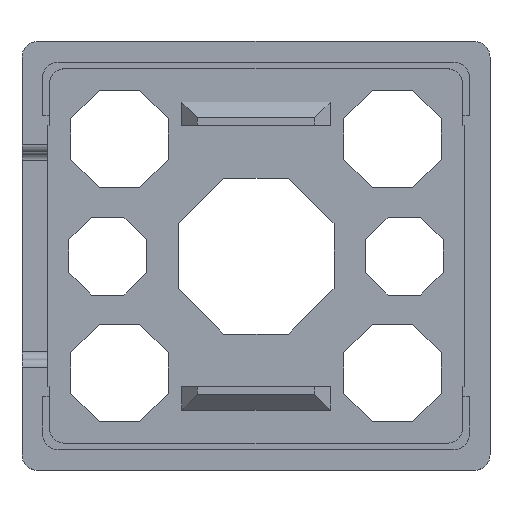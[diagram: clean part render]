
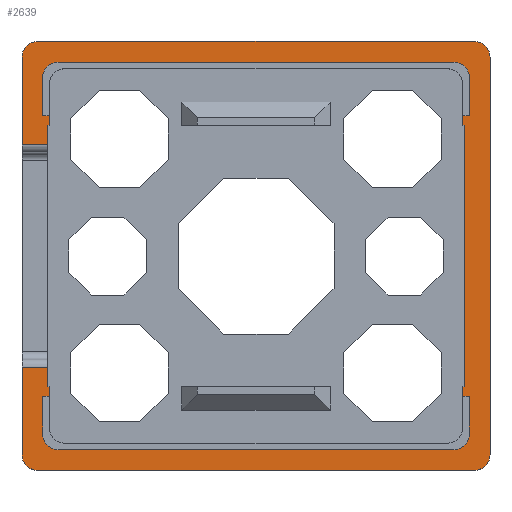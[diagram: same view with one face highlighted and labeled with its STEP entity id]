
A CAD part, top view. The second image highlights one B-rep face of the part: STEP entity #2639.
In plain terms, the highlighted planar face has unit normal (0, 0, 1).
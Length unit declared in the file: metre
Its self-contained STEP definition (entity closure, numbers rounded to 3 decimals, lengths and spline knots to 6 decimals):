
#56=CIRCLE('',#2803,0.004);
#57=CIRCLE('',#2804,0.004);
#58=CIRCLE('',#2805,0.004);
#59=CIRCLE('',#2806,0.004);
#60=CIRCLE('',#2807,0.004);
#61=CIRCLE('',#2808,0.004);
#62=CIRCLE('',#2809,0.004);
#63=CIRCLE('',#2810,0.004);
#144=ORIENTED_EDGE('',*,*,#920,.T.);
#145=ORIENTED_EDGE('',*,*,#921,.T.);
#146=ORIENTED_EDGE('',*,*,#897,.F.);
#147=ORIENTED_EDGE('',*,*,#922,.T.);
#148=ORIENTED_EDGE('',*,*,#923,.F.);
#149=ORIENTED_EDGE('',*,*,#924,.T.);
#150=ORIENTED_EDGE('',*,*,#925,.T.);
#151=ORIENTED_EDGE('',*,*,#926,.F.);
#152=ORIENTED_EDGE('',*,*,#909,.T.);
#153=ORIENTED_EDGE('',*,*,#927,.T.);
#154=ORIENTED_EDGE('',*,*,#918,.F.);
#155=ORIENTED_EDGE('',*,*,#928,.T.);
#156=ORIENTED_EDGE('',*,*,#929,.T.);
#157=ORIENTED_EDGE('',*,*,#930,.T.);
#158=ORIENTED_EDGE('',*,*,#881,.T.);
#159=ORIENTED_EDGE('',*,*,#931,.F.);
#160=ORIENTED_EDGE('',*,*,#932,.T.);
#161=ORIENTED_EDGE('',*,*,#933,.T.);
#162=ORIENTED_EDGE('',*,*,#934,.T.);
#163=ORIENTED_EDGE('',*,*,#935,.F.);
#164=ORIENTED_EDGE('',*,*,#936,.T.);
#165=ORIENTED_EDGE('',*,*,#937,.T.);
#166=ORIENTED_EDGE('',*,*,#938,.T.);
#167=ORIENTED_EDGE('',*,*,#939,.T.);
#168=ORIENTED_EDGE('',*,*,#940,.F.);
#169=ORIENTED_EDGE('',*,*,#941,.T.);
#170=ORIENTED_EDGE('',*,*,#942,.F.);
#171=ORIENTED_EDGE('',*,*,#943,.F.);
#172=ORIENTED_EDGE('',*,*,#915,.T.);
#173=ORIENTED_EDGE('',*,*,#944,.T.);
#174=ORIENTED_EDGE('',*,*,#945,.T.);
#175=ORIENTED_EDGE('',*,*,#946,.T.);
#176=ORIENTED_EDGE('',*,*,#947,.F.);
#177=ORIENTED_EDGE('',*,*,#948,.T.);
#178=ORIENTED_EDGE('',*,*,#949,.T.);
#179=ORIENTED_EDGE('',*,*,#950,.T.);
#881=EDGE_CURVE('',#1271,#1270,#1523,.T.);
#897=EDGE_CURVE('',#1285,#1282,#1535,.T.);
#909=EDGE_CURVE('',#1297,#1296,#1543,.T.);
#915=EDGE_CURVE('',#1303,#1302,#1549,.T.);
#918=EDGE_CURVE('',#1304,#1305,#1552,.T.);
#920=EDGE_CURVE('',#1306,#1307,#1554,.T.);
#921=EDGE_CURVE('',#1307,#1282,#56,.T.);
#922=EDGE_CURVE('',#1285,#1308,#57,.T.);
#923=EDGE_CURVE('',#1309,#1308,#1555,.T.);
#924=EDGE_CURVE('',#1309,#1310,#1556,.F.);
#925=EDGE_CURVE('',#1310,#1311,#1557,.T.);
#926=EDGE_CURVE('',#1297,#1311,#1558,.T.);
#927=EDGE_CURVE('',#1296,#1305,#1559,.T.);
#928=EDGE_CURVE('',#1304,#1312,#58,.F.);
#929=EDGE_CURVE('',#1312,#1313,#1560,.T.);
#930=EDGE_CURVE('',#1313,#1271,#59,.F.);
#931=EDGE_CURVE('',#1314,#1270,#1561,.T.);
#932=EDGE_CURVE('',#1314,#1315,#1562,.T.);
#933=EDGE_CURVE('',#1315,#1316,#1563,.T.);
#934=EDGE_CURVE('',#1316,#1317,#1564,.T.);
#935=EDGE_CURVE('',#1318,#1317,#1565,.T.);
#936=EDGE_CURVE('',#1318,#1319,#1566,.T.);
#937=EDGE_CURVE('',#1319,#1320,#1567,.T.);
#938=EDGE_CURVE('',#1320,#1321,#1568,.T.);
#939=EDGE_CURVE('',#1321,#1322,#60,.F.);
#940=EDGE_CURVE('',#1323,#1322,#1569,.T.);
#941=EDGE_CURVE('',#1323,#1324,#61,.F.);
#942=EDGE_CURVE('',#1325,#1324,#1570,.T.);
#943=EDGE_CURVE('',#1303,#1325,#1571,.T.);
#944=EDGE_CURVE('',#1302,#1326,#1572,.T.);
#945=EDGE_CURVE('',#1326,#1327,#1573,.T.);
#946=EDGE_CURVE('',#1327,#1328,#1574,.T.);
#947=EDGE_CURVE('',#1329,#1328,#1575,.T.);
#948=EDGE_CURVE('',#1329,#1330,#62,.T.);
#949=EDGE_CURVE('',#1330,#1331,#1576,.T.);
#950=EDGE_CURVE('',#1331,#1306,#63,.T.);
#1270=VERTEX_POINT('',#3705);
#1271=VERTEX_POINT('',#3707);
#1282=VERTEX_POINT('',#3733);
#1285=VERTEX_POINT('',#3738);
#1296=VERTEX_POINT('',#3762);
#1297=VERTEX_POINT('',#3764);
#1302=VERTEX_POINT('',#3775);
#1303=VERTEX_POINT('',#3777);
#1304=VERTEX_POINT('',#3781);
#1305=VERTEX_POINT('',#3783);
#1306=VERTEX_POINT('',#3787);
#1307=VERTEX_POINT('',#3788);
#1308=VERTEX_POINT('',#3791);
#1309=VERTEX_POINT('',#3793);
#1310=VERTEX_POINT('',#3795);
#1311=VERTEX_POINT('',#3797);
#1312=VERTEX_POINT('',#3801);
#1313=VERTEX_POINT('',#3803);
#1314=VERTEX_POINT('',#3806);
#1315=VERTEX_POINT('',#3808);
#1316=VERTEX_POINT('',#3810);
#1317=VERTEX_POINT('',#3812);
#1318=VERTEX_POINT('',#3814);
#1319=VERTEX_POINT('',#3816);
#1320=VERTEX_POINT('',#3818);
#1321=VERTEX_POINT('',#3820);
#1322=VERTEX_POINT('',#3822);
#1323=VERTEX_POINT('',#3824);
#1324=VERTEX_POINT('',#3826);
#1325=VERTEX_POINT('',#3828);
#1326=VERTEX_POINT('',#3831);
#1327=VERTEX_POINT('',#3833);
#1328=VERTEX_POINT('',#3835);
#1329=VERTEX_POINT('',#3837);
#1330=VERTEX_POINT('',#3839);
#1331=VERTEX_POINT('',#3841);
#1523=LINE('',#3706,#1869);
#1535=LINE('',#3739,#1881);
#1543=LINE('',#3763,#1889);
#1549=LINE('',#3776,#1895);
#1552=LINE('',#3782,#1898);
#1554=LINE('',#3786,#1900);
#1555=LINE('',#3792,#1901);
#1556=LINE('',#3794,#1902);
#1557=LINE('',#3796,#1903);
#1558=LINE('',#3798,#1904);
#1559=LINE('',#3799,#1905);
#1560=LINE('',#3802,#1906);
#1561=LINE('',#3805,#1907);
#1562=LINE('',#3807,#1908);
#1563=LINE('',#3809,#1909);
#1564=LINE('',#3811,#1910);
#1565=LINE('',#3813,#1911);
#1566=LINE('',#3815,#1912);
#1567=LINE('',#3817,#1913);
#1568=LINE('',#3819,#1914);
#1569=LINE('',#3823,#1915);
#1570=LINE('',#3827,#1916);
#1571=LINE('',#3829,#1917);
#1572=LINE('',#3830,#1918);
#1573=LINE('',#3832,#1919);
#1574=LINE('',#3834,#1920);
#1575=LINE('',#3836,#1921);
#1576=LINE('',#3840,#1922);
#1869=VECTOR('',#2988,1.);
#1881=VECTOR('',#3012,1.);
#1889=VECTOR('',#3030,1.);
#1895=VECTOR('',#3038,1.);
#1898=VECTOR('',#3043,1.);
#1900=VECTOR('',#3047,1.);
#1901=VECTOR('',#3052,1.);
#1902=VECTOR('',#3053,1.);
#1903=VECTOR('',#3054,1.);
#1904=VECTOR('',#3055,1.);
#1905=VECTOR('',#3056,1.);
#1906=VECTOR('',#3059,1.);
#1907=VECTOR('',#3062,1.);
#1908=VECTOR('',#3063,1.);
#1909=VECTOR('',#3064,1.);
#1910=VECTOR('',#3065,1.);
#1911=VECTOR('',#3066,1.);
#1912=VECTOR('',#3067,1.);
#1913=VECTOR('',#3068,1.);
#1914=VECTOR('',#3069,1.);
#1915=VECTOR('',#3072,1.);
#1916=VECTOR('',#3075,1.);
#1917=VECTOR('',#3076,1.);
#1918=VECTOR('',#3077,1.);
#1919=VECTOR('',#3078,1.);
#1920=VECTOR('',#3079,1.);
#1921=VECTOR('',#3080,1.);
#1922=VECTOR('',#3083,1.);
#2215=EDGE_LOOP('',(#144,#145,#146,#147,#148,#149,#150,#151,#152,#153,#154,
#155,#156,#157,#158,#159,#160,#161,#162,#163,#164,#165,#166,#167,#168,#169,
#170,#171,#172,#173,#174,#175,#176,#177,#178,#179));
#2371=FACE_BOUND('',#2215,.T.);
#2525=PLANE('',#2802);
#2639=ADVANCED_FACE('',(#2371),#2525,.T.);
#2802=AXIS2_PLACEMENT_3D('',#3785,#3045,#3046);
#2803=AXIS2_PLACEMENT_3D('',#3789,#3048,#3049);
#2804=AXIS2_PLACEMENT_3D('',#3790,#3050,#3051);
#2805=AXIS2_PLACEMENT_3D('',#3800,#3057,#3058);
#2806=AXIS2_PLACEMENT_3D('',#3804,#3060,#3061);
#2807=AXIS2_PLACEMENT_3D('',#3821,#3070,#3071);
#2808=AXIS2_PLACEMENT_3D('',#3825,#3073,#3074);
#2809=AXIS2_PLACEMENT_3D('',#3838,#3081,#3082);
#2810=AXIS2_PLACEMENT_3D('',#3842,#3084,#3085);
#2988=DIRECTION('',(0.,-1.,0.));
#3012=DIRECTION('',(1.,0.,0.));
#3030=DIRECTION('',(0.,1.,0.));
#3038=DIRECTION('',(0.,1.,0.));
#3043=DIRECTION('',(0.,-1.,0.));
#3045=DIRECTION('',(0.,0.,1.));
#3046=DIRECTION('',(1.,0.,0.));
#3047=DIRECTION('',(0.,1.,0.));
#3048=DIRECTION('',(0.,0.,1.));
#3049=DIRECTION('',(1.,0.,0.));
#3050=DIRECTION('',(0.,0.,1.));
#3051=DIRECTION('',(1.,0.,0.));
#3052=DIRECTION('',(0.,1.,0.));
#3053=DIRECTION('',(-1.,0.,0.));
#3054=DIRECTION('',(0.,1.,0.));
#3055=DIRECTION('',(-1.,0.,0.));
#3056=DIRECTION('',(-1.,0.,0.));
#3057=DIRECTION('',(0.,0.,1.));
#3058=DIRECTION('',(1.,0.,0.));
#3059=DIRECTION('',(1.,0.,0.));
#3060=DIRECTION('',(0.,0.,1.));
#3061=DIRECTION('',(1.,0.,0.));
#3062=DIRECTION('',(1.,0.,0.));
#3063=DIRECTION('',(0.,-1.,0.));
#3064=DIRECTION('',(1.,0.,0.));
#3065=DIRECTION('',(0.,-1.,0.));
#3066=DIRECTION('',(1.,0.,0.));
#3067=DIRECTION('',(0.,-1.,0.));
#3068=DIRECTION('',(1.,0.,0.));
#3069=DIRECTION('',(0.,-1.,0.));
#3070=DIRECTION('',(0.,0.,1.));
#3071=DIRECTION('',(1.,0.,0.));
#3072=DIRECTION('',(1.,0.,0.));
#3073=DIRECTION('',(0.,0.,1.));
#3074=DIRECTION('',(1.,0.,0.));
#3075=DIRECTION('',(0.,-1.,0.));
#3076=DIRECTION('',(-1.,0.,0.));
#3077=DIRECTION('',(-1.,0.,0.));
#3078=DIRECTION('',(0.,1.,0.));
#3079=DIRECTION('',(-1.,0.,0.));
#3080=DIRECTION('',(0.,1.,0.));
#3081=DIRECTION('',(0.,0.,1.));
#3082=DIRECTION('',(1.,0.,0.));
#3083=DIRECTION('',(1.,0.,0.));
#3084=DIRECTION('',(0.,0.,1.));
#3085=DIRECTION('',(1.,0.,0.));
#3705=CARTESIAN_POINT('',(0.0547,0.036,-0.0795));
#3706=CARTESIAN_POINT('',(0.0547,0.,-0.0795));
#3707=CARTESIAN_POINT('',(0.0547,0.0457,-0.0795));
#3733=CARTESIAN_POINT('',(0.056,0.055,-0.0795));
#3738=CARTESIAN_POINT('',(-0.056,0.055,-0.0795));
#3739=CARTESIAN_POINT('',(0.,0.055,-0.0795));
#3762=CARTESIAN_POINT('',(-0.053,0.036,-0.0795));
#3763=CARTESIAN_POINT('',(-0.053,0.,-0.0795));
#3764=CARTESIAN_POINT('',(-0.053,0.0335,-0.0795));
#3775=CARTESIAN_POINT('',(-0.053,-0.0335,-0.0795));
#3776=CARTESIAN_POINT('',(-0.053,0.,-0.0795));
#3777=CARTESIAN_POINT('',(-0.053,-0.036,-0.0795));
#3781=CARTESIAN_POINT('',(-0.0547,0.0457,-0.0795));
#3782=CARTESIAN_POINT('',(-0.0547,0.,-0.0795));
#3783=CARTESIAN_POINT('',(-0.0547,0.036,-0.0795));
#3785=CARTESIAN_POINT('',(0.,0.,-0.0795));
#3786=CARTESIAN_POINT('',(0.06,0.,-0.0795));
#3787=CARTESIAN_POINT('',(0.06,-0.051,-0.0795));
#3788=CARTESIAN_POINT('',(0.06,0.051,-0.0795));
#3789=CARTESIAN_POINT('',(0.056,0.051,-0.0795));
#3790=CARTESIAN_POINT('',(-0.056,0.051,-0.0795));
#3791=CARTESIAN_POINT('',(-0.06,0.051,-0.0795));
#3792=CARTESIAN_POINT('',(-0.06,0.,-0.0795));
#3793=CARTESIAN_POINT('',(-0.06,0.0285,-0.0795));
#3794=CARTESIAN_POINT('',(-0.0535,0.0285,-0.0795));
#3795=CARTESIAN_POINT('',(-0.0535,0.0285,-0.0795));
#3796=CARTESIAN_POINT('',(-0.0535,0.,-0.0795));
#3797=CARTESIAN_POINT('',(-0.0535,0.0335,-0.0795));
#3798=CARTESIAN_POINT('',(0.,0.0335,-0.0795));
#3799=CARTESIAN_POINT('',(-0.035,0.036,-0.0795));
#3800=CARTESIAN_POINT('',(-0.0507,0.0457,-0.0795));
#3801=CARTESIAN_POINT('',(-0.0507,0.0497,-0.0795));
#3802=CARTESIAN_POINT('',(0.,0.0497,-0.0795));
#3803=CARTESIAN_POINT('',(0.0507,0.0497,-0.0795));
#3804=CARTESIAN_POINT('',(0.0507,0.0457,-0.0795));
#3805=CARTESIAN_POINT('',(0.035,0.036,-0.0795));
#3806=CARTESIAN_POINT('',(0.053,0.036,-0.0795));
#3807=CARTESIAN_POINT('',(0.053,0.,-0.0795));
#3808=CARTESIAN_POINT('',(0.053,0.0335,-0.0795));
#3809=CARTESIAN_POINT('',(0.,0.0335,-0.0795));
#3810=CARTESIAN_POINT('',(0.0535,0.0335,-0.0795));
#3811=CARTESIAN_POINT('',(0.0535,0.,-0.0795));
#3812=CARTESIAN_POINT('',(0.0535,-0.0335,-0.0795));
#3813=CARTESIAN_POINT('',(0.,-0.0335,-0.0795));
#3814=CARTESIAN_POINT('',(0.053,-0.0335,-0.0795));
#3815=CARTESIAN_POINT('',(0.053,0.,-0.0795));
#3816=CARTESIAN_POINT('',(0.053,-0.036,-0.0795));
#3817=CARTESIAN_POINT('',(0.035,-0.036,-0.0795));
#3818=CARTESIAN_POINT('',(0.0547,-0.036,-0.0795));
#3819=CARTESIAN_POINT('',(0.0547,0.,-0.0795));
#3820=CARTESIAN_POINT('',(0.0547,-0.0457,-0.0795));
#3821=CARTESIAN_POINT('',(0.0507,-0.0457,-0.0795));
#3822=CARTESIAN_POINT('',(0.0507,-0.0497,-0.0795));
#3823=CARTESIAN_POINT('',(0.,-0.0497,-0.0795));
#3824=CARTESIAN_POINT('',(-0.0507,-0.0497,-0.0795));
#3825=CARTESIAN_POINT('',(-0.0507,-0.0457,-0.0795));
#3826=CARTESIAN_POINT('',(-0.0547,-0.0457,-0.0795));
#3827=CARTESIAN_POINT('',(-0.0547,0.,-0.0795));
#3828=CARTESIAN_POINT('',(-0.0547,-0.036,-0.0795));
#3829=CARTESIAN_POINT('',(-0.035,-0.036,-0.0795));
#3830=CARTESIAN_POINT('',(0.,-0.0335,-0.0795));
#3831=CARTESIAN_POINT('',(-0.0535,-0.0335,-0.0795));
#3832=CARTESIAN_POINT('',(-0.0535,0.,-0.0795));
#3833=CARTESIAN_POINT('',(-0.0535,-0.0285,-0.0795));
#3834=CARTESIAN_POINT('',(0.,-0.0285,-0.0795));
#3835=CARTESIAN_POINT('',(-0.06,-0.0285,-0.0795));
#3836=CARTESIAN_POINT('',(-0.06,0.,-0.0795));
#3837=CARTESIAN_POINT('',(-0.06,-0.051,-0.0795));
#3838=CARTESIAN_POINT('',(-0.056,-0.051,-0.0795));
#3839=CARTESIAN_POINT('',(-0.056,-0.055,-0.0795));
#3840=CARTESIAN_POINT('',(0.,-0.055,-0.0795));
#3841=CARTESIAN_POINT('',(0.056,-0.055,-0.0795));
#3842=CARTESIAN_POINT('',(0.056,-0.051,-0.0795));
